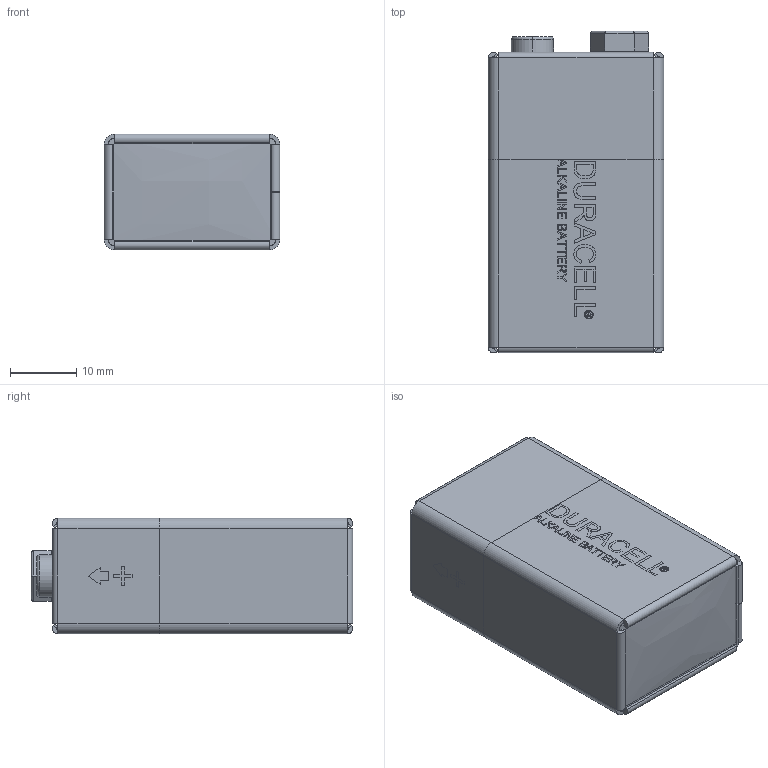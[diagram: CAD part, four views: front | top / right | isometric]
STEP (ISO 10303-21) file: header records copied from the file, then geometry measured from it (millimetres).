
FILE_DESCRIPTION (( 'STEP AP214' ), '1' );
FILE_NAME ('User Library-9V Duracell Battery-1.STEP', '2015-07-26T22:16:14', ( 'Windows User' ), ( '' ), 'SwSTEP 2.0', 'SolidWorks 2015', '' );
FILE_SCHEMA (( 'AUTOMOTIVE_DESIGN' ));
Length unit declared in the file: millimetre
Products named in the file (1): User Library-9V Duracell Battery-1
Bounding box: 26.5 x 48.5 x 17.5 mm (x, y, z)
Volume: 20504.9 mm3; surface area: 12695.1 mm2
Topology: 4 solids, 4 shells, 277 faces, 1102 edges, 928 vertices
Faces by surface type: plane 214, cylinder 56, cone 4, torus 2, bspline 1
Entity records: 18054 total; most frequent: CARTESIAN_POINT 5707, ORIENTED_EDGE 2204, DIRECTION 1484, EDGE_CURVE 1102, VERTEX_POINT 928, LINE 750, VECTOR 750, EDGE_LOOP 372
